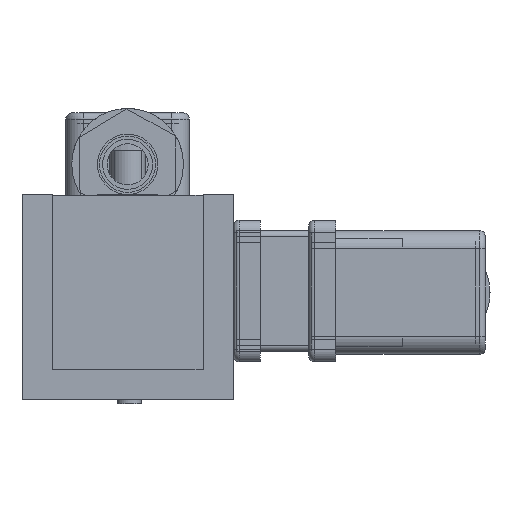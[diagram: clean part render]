
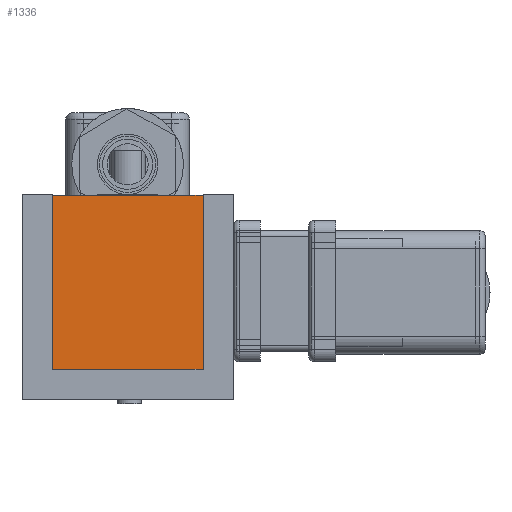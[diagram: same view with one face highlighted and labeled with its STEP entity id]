
A CAD part, front view. The second image highlights one B-rep face of the part: STEP entity #1336.
In plain terms, the highlighted planar face has unit normal (0, -1, 0).
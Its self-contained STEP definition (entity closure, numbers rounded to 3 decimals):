
#1336 = ADVANCED_FACE( '', ( #2827 ), #2828, .T. );
#2827 = FACE_OUTER_BOUND( '', #4523, .T. );
#2828 = PLANE( '', #4524 );
#4523 = EDGE_LOOP( '', ( #8273, #8274, #8275, #8276 ) );
#4524 = AXIS2_PLACEMENT_3D( '', #8277, #8278, #8279 );
#8273 = ORIENTED_EDGE( '', *, *, #10828, .T. );
#8274 = ORIENTED_EDGE( '', *, *, #9938, .T. );
#8275 = ORIENTED_EDGE( '', *, *, #10456, .T. );
#8276 = ORIENTED_EDGE( '', *, *, #10629, .F. );
#8277 = CARTESIAN_POINT( '', ( 12.5, -524.9, 17. ) );
#8278 = DIRECTION( '', ( 0., -1., 0. ) );
#8279 = DIRECTION( '', ( 0., 0., -1. ) );
#9938 = EDGE_CURVE( '', #11872, #11870, #11873, .T. );
#10456 = EDGE_CURVE( '', #11870, #12699, #12701, .T. );
#10629 = EDGE_CURVE( '', #12946, #12699, #12948, .T. );
#10828 = EDGE_CURVE( '', #12946, #11872, #13196, .T. );
#11870 = VERTEX_POINT( '', #14788 );
#11872 = VERTEX_POINT( '', #14791 );
#11873 = LINE( '', #14792, #14793 );
#12699 = VERTEX_POINT( '', #16329 );
#12701 = LINE( '', #16332, #16333 );
#12946 = VERTEX_POINT( '', #16726 );
#12948 = LINE( '', #16729, #16730 );
#13196 = LINE( '', #17141, #17142 );
#14788 = CARTESIAN_POINT( '', ( 12.5, -524.9, -12. ) );
#14791 = CARTESIAN_POINT( '', ( -12.5, -524.9, -12. ) );
#14792 = CARTESIAN_POINT( '', ( -12.5, -524.9, -12. ) );
#14793 = VECTOR( '', #17995, 1000. );
#16329 = CARTESIAN_POINT( '', ( 12.5, -524.9, 16.9 ) );
#16332 = CARTESIAN_POINT( '', ( 12.5, -524.9, -12. ) );
#16333 = VECTOR( '', #18382, 1000. );
#16726 = CARTESIAN_POINT( '', ( -12.5, -524.9, 16.9 ) );
#16729 = CARTESIAN_POINT( '', ( 12.5, -524.9, 16.9 ) );
#16730 = VECTOR( '', #18527, 1000. );
#17141 = CARTESIAN_POINT( '', ( -12.5, -524.9, 17. ) );
#17142 = VECTOR( '', #18657, 1000. );
#17995 = DIRECTION( '', ( 1., 0., 0. ) );
#18382 = DIRECTION( '', ( 0., 0., 1. ) );
#18527 = DIRECTION( '', ( 1., 0., 0. ) );
#18657 = DIRECTION( '', ( 0., 0., -1. ) );
